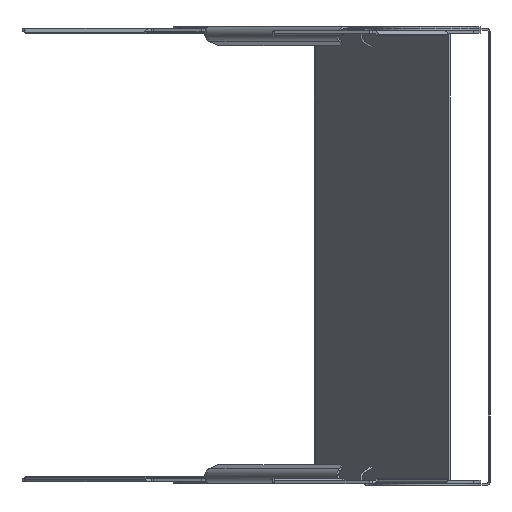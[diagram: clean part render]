
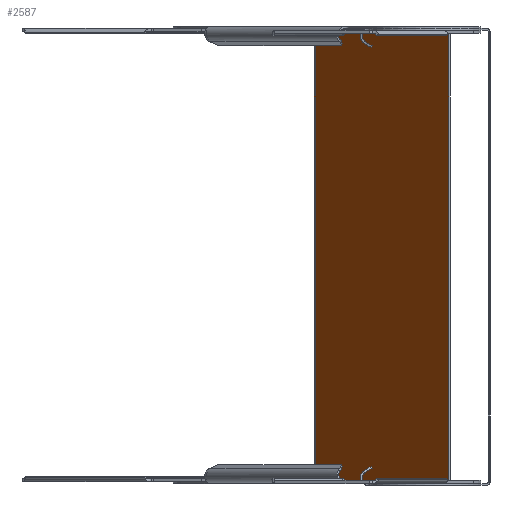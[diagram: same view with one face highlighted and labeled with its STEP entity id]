
A CAD part, left-side view. The second image highlights one B-rep face of the part: STEP entity #2587.
In plain terms, the highlighted face is planar.
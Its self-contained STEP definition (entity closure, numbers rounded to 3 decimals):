
#17 = CARTESIAN_POINT ( 'NONE',  ( 88.5, 1.25, 147.75 ) ) ;
#19 = VERTEX_POINT ( 'NONE', #17 ) ;
#46 = ORIENTED_EDGE ( 'NONE', *, *, #1308, .T. ) ;
#413 = DIRECTION ( 'NONE',  ( 0., 0., 1. ) ) ;
#458 = DIRECTION ( 'NONE',  ( 0., 0., -1. ) ) ;
#569 = ORIENTED_EDGE ( 'NONE', *, *, #1476, .F. ) ;
#653 = VECTOR ( 'NONE', #2576, 1000. ) ;
#668 = VERTEX_POINT ( 'NONE', #3093 ) ;
#765 = CARTESIAN_POINT ( 'NONE',  ( -88.5, 1.25, 154. ) ) ;
#819 = LINE ( 'NONE', #765, #2816 ) ;
#1006 = DIRECTION ( 'NONE',  ( 0., 0., -1. ) ) ;
#1036 = EDGE_LOOP ( 'NONE', ( #569, #2555, #46, #2807 ) ) ;
#1050 = CARTESIAN_POINT ( 'NONE',  ( -165.5, 1.25, 147.75 ) ) ;
#1308 = EDGE_CURVE ( 'NONE', #2094, #19, #1834, .T. ) ;
#1396 = LINE ( 'NONE', #1851, #1601 ) ;
#1456 = AXIS2_PLACEMENT_3D ( 'NONE', #1649, #1902, #458 ) ;
#1465 = LINE ( 'NONE', #1912, #1712 ) ;
#1476 = EDGE_CURVE ( 'NONE', #2916, #668, #1465, .T. ) ;
#1601 = VECTOR ( 'NONE', #413, 1000. ) ;
#1649 = CARTESIAN_POINT ( 'NONE',  ( -165.5, 1.25, 150. ) ) ;
#1712 = VECTOR ( 'NONE', #2172, 1000. ) ;
#1770 = CARTESIAN_POINT ( 'NONE',  ( -88.5, 1.25, 147.75 ) ) ;
#1834 = LINE ( 'NONE', #1050, #653 ) ;
#1851 = CARTESIAN_POINT ( 'NONE',  ( 88.5, 1.25, 154. ) ) ;
#1902 = DIRECTION ( 'NONE',  ( 0., -1., 0. ) ) ;
#1912 = CARTESIAN_POINT ( 'NONE',  ( -165.5, 1.25, -147.75 ) ) ;
#1972 = CARTESIAN_POINT ( 'NONE',  ( -88.5, 1.25, -147.75 ) ) ;
#2044 = EDGE_CURVE ( 'NONE', #2094, #2916, #819, .T. ) ;
#2094 = VERTEX_POINT ( 'NONE', #1770 ) ;
#2172 = DIRECTION ( 'NONE',  ( 1., 0., 0. ) ) ;
#2462 = EDGE_CURVE ( 'NONE', #668, #19, #1396, .T. ) ;
#2555 = ORIENTED_EDGE ( 'NONE', *, *, #2044, .F. ) ;
#2576 = DIRECTION ( 'NONE',  ( 1., 0., 0. ) ) ;
#2587 = ADVANCED_FACE ( 'NONE', ( #2764 ), #3150, .F. ) ;
#2764 = FACE_OUTER_BOUND ( 'NONE', #1036, .T. ) ;
#2807 = ORIENTED_EDGE ( 'NONE', *, *, #2462, .F. ) ;
#2816 = VECTOR ( 'NONE', #1006, 1000. ) ;
#2916 = VERTEX_POINT ( 'NONE', #1972 ) ;
#3093 = CARTESIAN_POINT ( 'NONE',  ( 88.5, 1.25, -147.75 ) ) ;
#3150 = PLANE ( 'NONE',  #1456 ) ;
